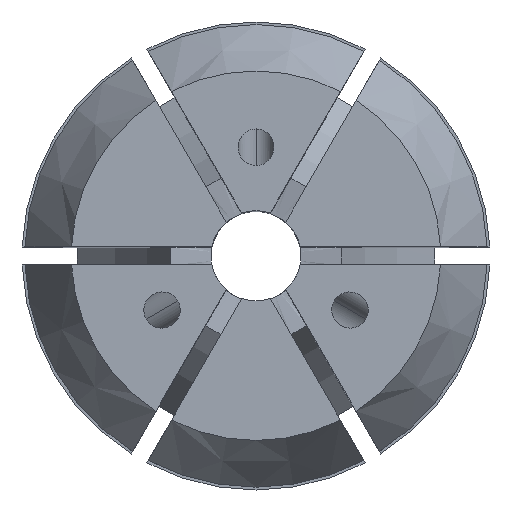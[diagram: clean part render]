
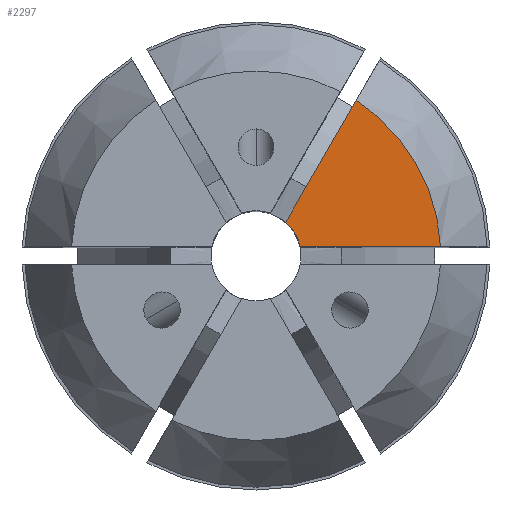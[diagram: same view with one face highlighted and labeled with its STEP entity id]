
A CAD part, top view. The second image highlights one B-rep face of the part: STEP entity #2297.
In plain terms, the highlighted planar face has unit normal (0, 0, 1).
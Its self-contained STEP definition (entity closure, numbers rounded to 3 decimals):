
#14 = LINE ( 'NONE', #384, #2099 ) ;
#182 = AXIS2_PLACEMENT_3D ( 'NONE', #1854, #3441, #1838 ) ;
#239 = AXIS2_PLACEMENT_3D ( 'NONE', #2025, #3317, #2351 ) ;
#269 = EDGE_LOOP ( 'NONE', ( #2451, #1544, #3808, #3135 ) ) ;
#384 = CARTESIAN_POINT ( 'NONE',  ( 0., 0.5, 34. ) ) ;
#425 = VERTEX_POINT ( 'NONE', #1331 ) ;
#540 = PLANE ( 'NONE',  #182 ) ;
#1092 = VECTOR ( 'NONE', #1313, 1000. ) ;
#1313 = DIRECTION ( 'NONE',  ( 0.5, 0.866, 0. ) ) ;
#1331 = CARTESIAN_POINT ( 'NONE',  ( 10.251, 0.5, 34. ) ) ;
#1504 = FACE_OUTER_BOUND ( 'NONE', #269, .T. ) ;
#1544 = ORIENTED_EDGE ( 'NONE', *, *, #2111, .F. ) ;
#1575 = DIRECTION ( 'NONE',  ( 1., 0., 0. ) ) ;
#1838 = DIRECTION ( 'NONE',  ( 1., 0., 0. ) ) ;
#1854 = CARTESIAN_POINT ( 'NONE',  ( 0., 10.263, 34. ) ) ;
#1910 = DIRECTION ( 'NONE',  ( 0., 0., 1. ) ) ;
#2025 = CARTESIAN_POINT ( 'NONE',  ( 0., 0., 34. ) ) ;
#2090 = LINE ( 'NONE', #2631, #1092 ) ;
#2099 = VECTOR ( 'NONE', #2906, 1000. ) ;
#2111 = EDGE_CURVE ( 'NONE', #4024, #2529, #3781, .T. ) ;
#2281 = VERTEX_POINT ( 'NONE', #3739 ) ;
#2297 = ADVANCED_FACE ( 'NONE', ( #1504 ), #540, .T. ) ;
#2351 = DIRECTION ( 'NONE',  ( -1., 0., 0. ) ) ;
#2353 = CARTESIAN_POINT ( 'NONE',  ( 1.658, 1.871, 34. ) ) ;
#2451 = ORIENTED_EDGE ( 'NONE', *, *, #3885, .F. ) ;
#2529 = VERTEX_POINT ( 'NONE', #2353 ) ;
#2631 = CARTESIAN_POINT ( 'NONE',  ( 4.877, 7.447, 34. ) ) ;
#2865 = EDGE_CURVE ( 'NONE', #425, #4024, #14, .T. ) ;
#2906 = DIRECTION ( 'NONE',  ( -1., 0., 0. ) ) ;
#3044 = CARTESIAN_POINT ( 'NONE',  ( 2.449, 0.5, 34. ) ) ;
#3135 = ORIENTED_EDGE ( 'NONE', *, *, #3269, .F. ) ;
#3204 = CARTESIAN_POINT ( 'NONE',  ( 0., 0., 34. ) ) ;
#3269 = EDGE_CURVE ( 'NONE', #2281, #425, #3969, .T. ) ;
#3317 = DIRECTION ( 'NONE',  ( 0., 0., -1. ) ) ;
#3441 = DIRECTION ( 'NONE',  ( 0., 0., 1. ) ) ;
#3739 = CARTESIAN_POINT ( 'NONE',  ( 5.558, 8.627, 34. ) ) ;
#3781 = CIRCLE ( 'NONE', #3799, 2.5 ) ;
#3799 = AXIS2_PLACEMENT_3D ( 'NONE', #3204, #1910, #1575 ) ;
#3808 = ORIENTED_EDGE ( 'NONE', *, *, #2865, .F. ) ;
#3885 = EDGE_CURVE ( 'NONE', #2529, #2281, #2090, .T. ) ;
#3969 = CIRCLE ( 'NONE', #239, 10.263 ) ;
#4024 = VERTEX_POINT ( 'NONE', #3044 ) ;
